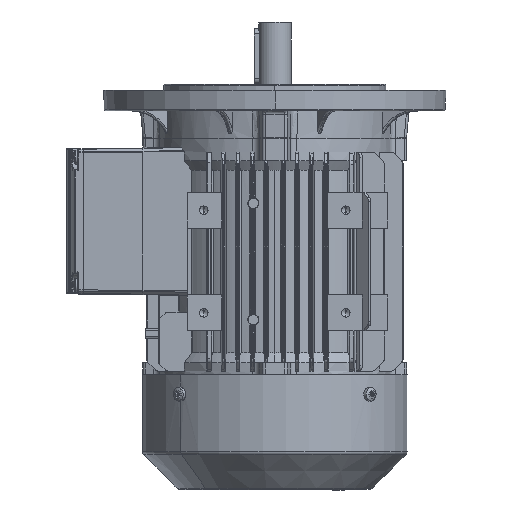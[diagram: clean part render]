
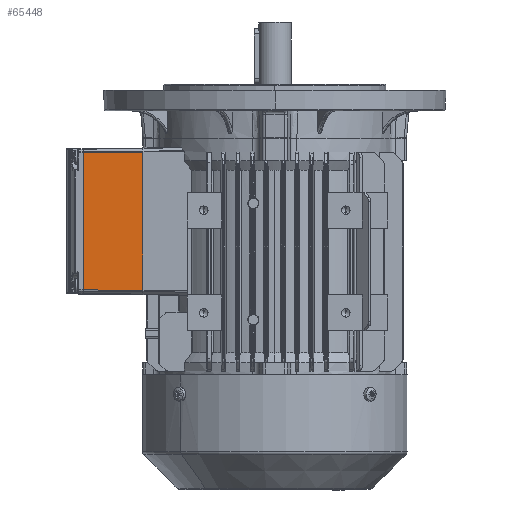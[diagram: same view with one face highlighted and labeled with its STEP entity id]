
A CAD part, left-side view. The second image highlights one B-rep face of the part: STEP entity #65448.
In plain terms, the highlighted planar face has unit normal (-1, 0.009, 0).
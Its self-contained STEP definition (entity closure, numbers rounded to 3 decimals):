
#5469 = VERTEX_POINT ( 'NONE', #86049 ) ;
#12632 = EDGE_LOOP ( 'NONE', ( #18568, #72824, #105701, #102401 ) ) ;
#18311 = CARTESIAN_POINT ( 'NONE',  ( -42.803, 77., 135.712 ) ) ;
#18568 = ORIENTED_EDGE ( 'NONE', *, *, #65719, .T. ) ;
#19922 = LINE ( 'NONE', #152298, #73956 ) ;
#25075 = VERTEX_POINT ( 'NONE', #103558 ) ;
#28567 = CARTESIAN_POINT ( 'NONE',  ( -42.497, 112.291, 55.415 ) ) ;
#30636 = DIRECTION ( 'NONE',  ( -1., 0.009, 0. ) ) ;
#35119 = VECTOR ( 'NONE', #54648, 1000. ) ;
#42466 = LINE ( 'NONE', #28567, #35119 ) ;
#54648 = DIRECTION ( 'NONE',  ( -0.009, -1., -0.004 ) ) ;
#54897 = B_SPLINE_CURVE_WITH_KNOTS ( 'NONE', 3,
 ( #18311, #84507, #149809, #137606 ),
 .UNSPECIFIED., .F., .F.,
 ( 4, 4 ),
 ( 0.005, 0.995 ),
 .UNSPECIFIED. ) ;
#65448 = ADVANCED_FACE ( 'NONE', ( #127637 ), #65462, .T. ) ;
#65462 = PLANE ( 'NONE',  #70836 ) ;
#65719 = EDGE_CURVE ( 'NONE', #150780, #25075, #155962, .T. ) ;
#70654 = EDGE_CURVE ( 'NONE', #150780, #5469, #54897, .T. ) ;
#70836 = AXIS2_PLACEMENT_3D ( 'NONE', #136024, #30636, #164718 ) ;
#72824 = ORIENTED_EDGE ( 'NONE', *, *, #157484, .T. ) ;
#73956 = VECTOR ( 'NONE', #86119, 1000. ) ;
#82213 = VECTOR ( 'NONE', #131534, 1000. ) ;
#84507 = CARTESIAN_POINT ( 'NONE',  ( -42.8, 77., 108.904 ) ) ;
#86049 = CARTESIAN_POINT ( 'NONE',  ( -42.803, 77., 55.288 ) ) ;
#86119 = DIRECTION ( 'NONE',  ( 0., 0., -1. ) ) ;
#102401 = ORIENTED_EDGE ( 'NONE', *, *, #70654, .F. ) ;
#103558 = CARTESIAN_POINT ( 'NONE',  ( -42.504, 111.504, 135.588 ) ) ;
#104294 = VERTEX_POINT ( 'NONE', #159254 ) ;
#105701 = ORIENTED_EDGE ( 'NONE', *, *, #159415, .T. ) ;
#109297 = CARTESIAN_POINT ( 'NONE',  ( -42.803, 77., 135.712 ) ) ;
#127637 = FACE_OUTER_BOUND ( 'NONE', #12632, .T. ) ;
#131534 = DIRECTION ( 'NONE',  ( 0.009, 1., -0.004 ) ) ;
#136024 = CARTESIAN_POINT ( 'NONE',  ( -42.5, 112., 136. ) ) ;
#137606 = CARTESIAN_POINT ( 'NONE',  ( -42.803, 77., 55.288 ) ) ;
#149809 = CARTESIAN_POINT ( 'NONE',  ( -42.8, 77., 82.096 ) ) ;
#150780 = VERTEX_POINT ( 'NONE', #109297 ) ;
#152298 = CARTESIAN_POINT ( 'NONE',  ( -42.504, 111.504, 136. ) ) ;
#155962 = LINE ( 'NONE', #172369, #82213 ) ;
#157484 = EDGE_CURVE ( 'NONE', #25075, #104294, #19922, .T. ) ;
#159254 = CARTESIAN_POINT ( 'NONE',  ( -42.504, 111.504, 55.412 ) ) ;
#159415 = EDGE_CURVE ( 'NONE', #104294, #5469, #42466, .T. ) ;
#164718 = DIRECTION ( 'NONE',  ( -0.009, -1., 0. ) ) ;
#172369 = CARTESIAN_POINT ( 'NONE',  ( -42.5, 111.999, 135.586 ) ) ;
